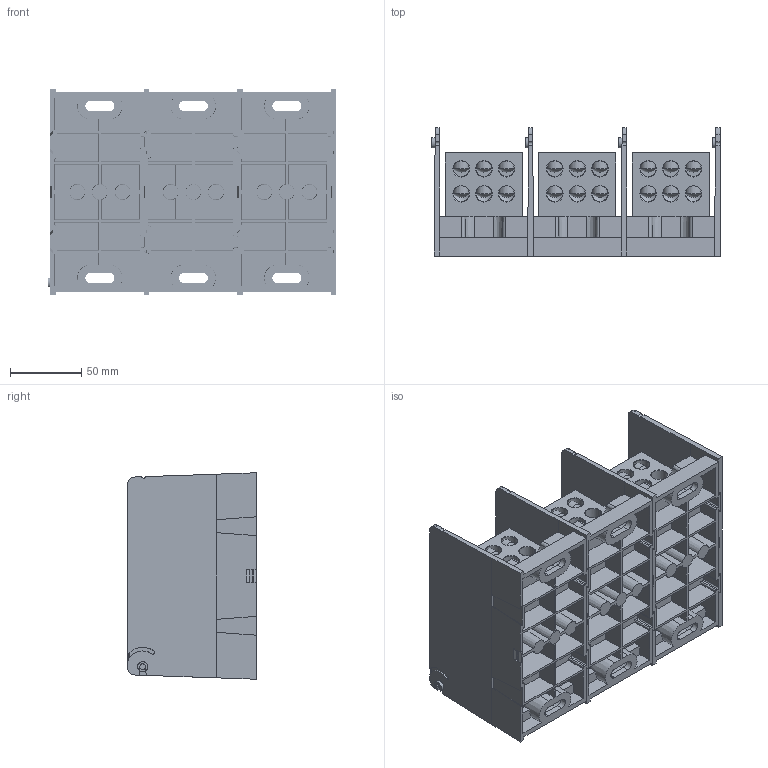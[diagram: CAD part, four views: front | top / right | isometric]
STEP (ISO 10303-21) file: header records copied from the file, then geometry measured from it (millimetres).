
FILE_DESCRIPTION (( 'STEP AP214' ), '1' );
FILE_NAME ('702017rev-3P.STEP', '2019-02-14T13:58:22', ( '' ), ( '' ), 'SwSTEP 2.0', 'SolidWorks 2017', '' );
FILE_SCHEMA (( 'AUTOMOTIVE_DESIGN' ));
Length unit declared in the file: inch
Products named in the file (2): 702017rev-3P
Bounding box: 202.31 x 90.17 x 144.78 mm (x, y, z)
Volume: 866893.6 mm3; surface area: 399626.2 mm2
Topology: 34 solids, 34 shells, 1899 faces, 4881 edges, 3188 vertices
Faces by surface type: plane 1039, cylinder 428, cone 333, bspline 63, torus 36
Full cylindrical faces by diameter (mm): 4.064 x1, 4.928 x3, 6.909 x6, 7.112 x1, 9.921 x18, 10.795 x6, 11.112 x18, 11.125 x18, 12.7 x6, 26.475 x42, 26.591 x3, 28.372 x39, 30.937 x3
Entity records: 103190 total; most frequent: CARTESIAN_POINT 36478, ORIENTED_EDGE 8518, DIRECTION 7858, EDGE_CURVE 4259, VERTEX_POINT 2955, LINE 2708, VECTOR 2708, AXIS2_PLACEMENT_3D 2575
